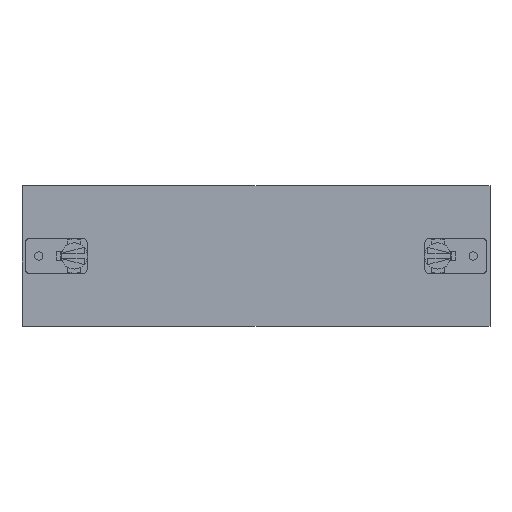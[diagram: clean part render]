
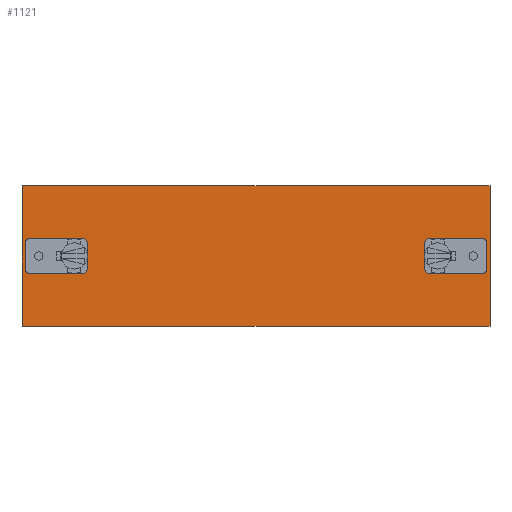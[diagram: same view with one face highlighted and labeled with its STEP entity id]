
A CAD part, top view. The second image highlights one B-rep face of the part: STEP entity #1121.
In plain terms, the highlighted planar face has unit normal (0, 0, 1).
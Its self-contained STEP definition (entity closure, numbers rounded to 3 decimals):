
#294=DIRECTION('',(0.,1.,0.));
#295=VECTOR('',#294,75.);
#296=CARTESIAN_POINT('',(125.,-50.,1.));
#297=LINE('',#296,#295);
#322=DIRECTION('',(1.,0.,0.));
#323=VECTOR('',#322,250.);
#324=CARTESIAN_POINT('',(-125.,-50.,1.));
#325=LINE('',#324,#323);
#385=DIRECTION('',(0.,-1.,0.));
#386=VECTOR('',#385,75.);
#387=CARTESIAN_POINT('',(-125.,25.,1.));
#388=LINE('',#387,#386);
#406=DIRECTION('',(1.,0.,0.));
#407=VECTOR('',#406,250.);
#408=CARTESIAN_POINT('',(-125.,25.,1.));
#409=LINE('',#408,#407);
#413=CARTESIAN_POINT('',(-97.,-12.5,1.));
#414=DIRECTION('',(0.,0.,1.));
#415=DIRECTION('',(-0.896,-0.445,0.));
#416=AXIS2_PLACEMENT_3D('',#413,#414,#415);
#421=CARTESIAN_POINT('',(-97.,-12.5,1.));
#422=DIRECTION('',(0.,0.,1.));
#423=DIRECTION('',(1.,0.,0.));
#424=AXIS2_PLACEMENT_3D('',#421,#422,#423);
#429=CARTESIAN_POINT('',(-97.,-12.5,1.));
#430=DIRECTION('',(0.,0.,1.));
#431=DIRECTION('',(0.896,0.445,0.));
#432=AXIS2_PLACEMENT_3D('',#429,#430,#431);
#437=CARTESIAN_POINT('',(116.,-12.5,1.));
#438=DIRECTION('',(0.,0.,1.));
#439=DIRECTION('',(1.,0.,0.));
#440=AXIS2_PLACEMENT_3D('',#437,#438,#439);
#445=CARTESIAN_POINT('',(116.,-12.5,1.));
#446=DIRECTION('',(0.,0.,1.));
#447=DIRECTION('',(-1.,0.,0.));
#448=AXIS2_PLACEMENT_3D('',#445,#446,#447);
#453=CARTESIAN_POINT('',(97.,-12.5,1.));
#454=DIRECTION('',(0.,0.,1.));
#455=DIRECTION('',(0.896,0.445,0.));
#456=AXIS2_PLACEMENT_3D('',#453,#454,#455);
#461=CARTESIAN_POINT('',(97.,-12.5,1.));
#462=DIRECTION('',(0.,0.,1.));
#463=DIRECTION('',(-1.,0.,0.));
#464=AXIS2_PLACEMENT_3D('',#461,#462,#463);
#469=CARTESIAN_POINT('',(97.,-12.5,1.));
#470=DIRECTION('',(0.,0.,1.));
#471=DIRECTION('',(-0.896,-0.445,0.));
#472=AXIS2_PLACEMENT_3D('',#469,#470,#471);
#477=CARTESIAN_POINT('',(-116.,-12.5,1.));
#478=DIRECTION('',(0.,0.,1.));
#479=DIRECTION('',(1.,0.,0.));
#480=AXIS2_PLACEMENT_3D('',#477,#478,#479);
#485=CARTESIAN_POINT('',(-116.,-12.5,1.));
#486=DIRECTION('',(0.,0.,1.));
#487=DIRECTION('',(-1.,0.,0.));
#488=AXIS2_PLACEMENT_3D('',#485,#486,#487);
#514=DIRECTION('',(1.,0.,0.));
#515=VECTOR('',#514,5.239);
#516=CARTESIAN_POINT('',(-106.65,-10.31,1.));
#517=LINE('',#516,#515);
#528=DIRECTION('',(0.,1.,0.));
#529=VECTOR('',#528,4.38);
#530=CARTESIAN_POINT('',(-106.65,-14.69,1.));
#531=LINE('',#530,#529);
#535=DIRECTION('',(-1.,0.,0.));
#536=VECTOR('',#535,5.239);
#537=CARTESIAN_POINT('',(-101.411,-14.69,1.));
#538=LINE('',#537,#536);
#577=DIRECTION('',(-1.,0.,0.));
#578=VECTOR('',#577,5.239);
#579=CARTESIAN_POINT('',(106.65,-14.69,1.));
#580=LINE('',#579,#578);
#591=DIRECTION('',(0.,-1.,0.));
#592=VECTOR('',#591,4.38);
#593=CARTESIAN_POINT('',(106.65,-10.31,1.));
#594=LINE('',#593,#592);
#598=DIRECTION('',(1.,0.,0.));
#599=VECTOR('',#598,5.239);
#600=CARTESIAN_POINT('',(101.411,-10.31,1.));
#601=LINE('',#600,#599);
#681=CARTESIAN_POINT('',(125.,25.,1.));
#682=VERTEX_POINT('',#681);
#683=CARTESIAN_POINT('',(-125.,25.,1.));
#684=VERTEX_POINT('',#683);
#687=CARTESIAN_POINT('',(125.,-50.,1.));
#688=VERTEX_POINT('',#687);
#693=CARTESIAN_POINT('',(-125.,-50.,1.));
#694=VERTEX_POINT('',#693);
#699=CARTESIAN_POINT('',(-101.411,-14.69,1.));
#700=CARTESIAN_POINT('',(-92.075,-12.5,1.));
#701=VERTEX_POINT('',#699);
#702=VERTEX_POINT('',#700);
#703=CARTESIAN_POINT('',(-92.589,-10.31,1.));
#704=VERTEX_POINT('',#703);
#705=CARTESIAN_POINT('',(-101.411,-10.31,1.));
#706=VERTEX_POINT('',#705);
#707=CARTESIAN_POINT('',(-106.65,-10.31,1.));
#708=VERTEX_POINT('',#707);
#709=CARTESIAN_POINT('',(-106.65,-14.69,1.));
#710=VERTEX_POINT('',#709);
#711=CARTESIAN_POINT('',(120.25,-12.5,1.));
#712=CARTESIAN_POINT('',(111.75,-12.5,1.));
#713=VERTEX_POINT('',#711);
#714=VERTEX_POINT('',#712);
#715=CARTESIAN_POINT('',(101.411,-10.31,1.));
#716=CARTESIAN_POINT('',(92.075,-12.5,1.));
#717=VERTEX_POINT('',#715);
#718=VERTEX_POINT('',#716);
#719=CARTESIAN_POINT('',(92.589,-14.69,1.));
#720=VERTEX_POINT('',#719);
#721=CARTESIAN_POINT('',(101.411,-14.69,1.));
#722=VERTEX_POINT('',#721);
#723=CARTESIAN_POINT('',(106.65,-14.69,1.));
#724=VERTEX_POINT('',#723);
#725=CARTESIAN_POINT('',(106.65,-10.31,1.));
#726=VERTEX_POINT('',#725);
#727=CARTESIAN_POINT('',(-111.75,-12.5,1.));
#728=CARTESIAN_POINT('',(-120.25,-12.5,1.));
#729=VERTEX_POINT('',#727);
#730=VERTEX_POINT('',#728);
#1070=CARTESIAN_POINT('',(0.,0.,1.));
#1071=DIRECTION('',(0.,0.,1.));
#1072=DIRECTION('',(1.,0.,0.));
#1073=AXIS2_PLACEMENT_3D('',#1070,#1071,#1072);
#1074=PLANE('',#1073);
#1075=ORIENTED_EDGE('',*,*,#928,.F.);
#1076=ORIENTED_EDGE('',*,*,#956,.F.);
#1077=ORIENTED_EDGE('',*,*,#1055,.F.);
#1078=ORIENTED_EDGE('',*,*,#846,.T.);
#1079=EDGE_LOOP('',(#1075,#1076,#1077,#1078));
#1080=FACE_OUTER_BOUND('',#1079,.F.);
#1082=ORIENTED_EDGE('',*,*,#1081,.T.);
#1084=ORIENTED_EDGE('',*,*,#1083,.T.);
#1086=ORIENTED_EDGE('',*,*,#1085,.T.);
#1088=ORIENTED_EDGE('',*,*,#1087,.F.);
#1090=ORIENTED_EDGE('',*,*,#1089,.F.);
#1092=ORIENTED_EDGE('',*,*,#1091,.F.);
#1093=EDGE_LOOP('',(#1082,#1084,#1086,#1088,#1090,#1092));
#1094=FACE_BOUND('',#1093,.F.);
#1096=ORIENTED_EDGE('',*,*,#1095,.T.);
#1098=ORIENTED_EDGE('',*,*,#1097,.T.);
#1099=EDGE_LOOP('',(#1096,#1098));
#1100=FACE_BOUND('',#1099,.F.);
#1102=ORIENTED_EDGE('',*,*,#1101,.T.);
#1104=ORIENTED_EDGE('',*,*,#1103,.T.);
#1106=ORIENTED_EDGE('',*,*,#1105,.T.);
#1108=ORIENTED_EDGE('',*,*,#1107,.F.);
#1110=ORIENTED_EDGE('',*,*,#1109,.F.);
#1112=ORIENTED_EDGE('',*,*,#1111,.F.);
#1113=EDGE_LOOP('',(#1102,#1104,#1106,#1108,#1110,#1112));
#1114=FACE_BOUND('',#1113,.F.);
#1116=ORIENTED_EDGE('',*,*,#1115,.T.);
#1118=ORIENTED_EDGE('',*,*,#1117,.T.);
#1119=EDGE_LOOP('',(#1116,#1118));
#1120=FACE_BOUND('',#1119,.F.);
#417=CIRCLE('',#416,4.925);
#425=CIRCLE('',#424,4.925);
#433=CIRCLE('',#432,4.925);
#441=CIRCLE('',#440,4.25);
#449=CIRCLE('',#448,4.25);
#457=CIRCLE('',#456,4.925);
#465=CIRCLE('',#464,4.925);
#473=CIRCLE('',#472,4.925);
#481=CIRCLE('',#480,4.25);
#489=CIRCLE('',#488,4.25);
#846=EDGE_CURVE('',#684,#682,#409,.T.);
#928=EDGE_CURVE('',#688,#682,#297,.T.);
#956=EDGE_CURVE('',#694,#688,#325,.T.);
#1055=EDGE_CURVE('',#684,#694,#388,.T.);
#1081=EDGE_CURVE('',#701,#702,#417,.T.);
#1083=EDGE_CURVE('',#702,#704,#425,.T.);
#1085=EDGE_CURVE('',#704,#706,#433,.T.);
#1087=EDGE_CURVE('',#708,#706,#517,.T.);
#1089=EDGE_CURVE('',#710,#708,#531,.T.);
#1091=EDGE_CURVE('',#701,#710,#538,.T.);
#1095=EDGE_CURVE('',#713,#714,#441,.T.);
#1097=EDGE_CURVE('',#714,#713,#449,.T.);
#1101=EDGE_CURVE('',#717,#718,#457,.T.);
#1103=EDGE_CURVE('',#718,#720,#465,.T.);
#1105=EDGE_CURVE('',#720,#722,#473,.T.);
#1107=EDGE_CURVE('',#724,#722,#580,.T.);
#1109=EDGE_CURVE('',#726,#724,#594,.T.);
#1111=EDGE_CURVE('',#717,#726,#601,.T.);
#1115=EDGE_CURVE('',#729,#730,#481,.T.);
#1117=EDGE_CURVE('',#730,#729,#489,.T.);
#1121=ADVANCED_FACE('',(#1080,#1094,#1100,#1114,#1120),#1074,.T.);
